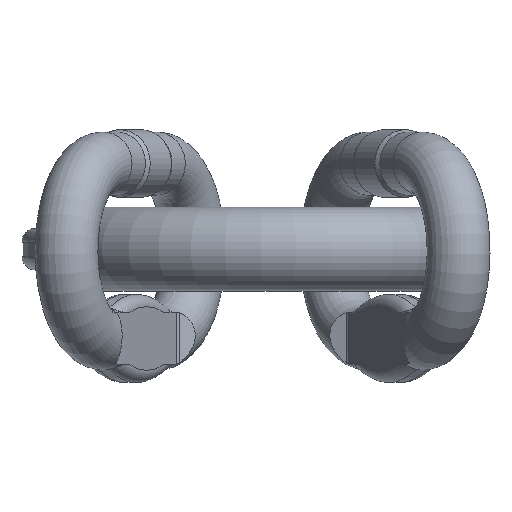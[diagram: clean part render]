
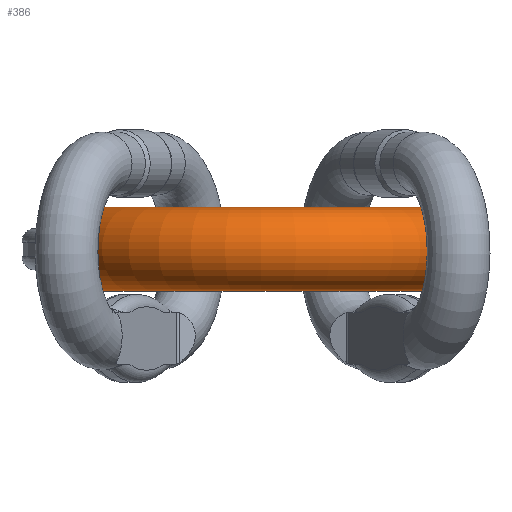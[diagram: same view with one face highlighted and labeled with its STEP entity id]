
A CAD part, front view. The second image highlights one B-rep face of the part: STEP entity #386.
In plain terms, the highlighted toroidal (fillet/blend) face has major radius 130 mm and minor radius 30 mm.
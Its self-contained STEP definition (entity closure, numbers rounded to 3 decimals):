
#386=ADVANCED_FACE('',(#566,#567),#419,.T.);
#419=TOROIDAL_SURFACE('',#1852,130.,30.);
#566=FACE_BOUND('',#666,.T.);
#567=FACE_BOUND('',#667,.T.);
#666=EDGE_LOOP('',(#1110));
#667=EDGE_LOOP('',(#1111));
#1110=ORIENTED_EDGE('',*,*,#1588,.F.);
#1111=ORIENTED_EDGE('',*,*,#1587,.T.);
#1355=VERTEX_POINT('',#3449);
#1356=VERTEX_POINT('',#3452);
#1587=EDGE_CURVE('',#1355,#1355,#1679,.T.);
#1588=EDGE_CURVE('',#1356,#1356,#1680,.T.);
#1679=CIRCLE('',#1843,30.);
#1680=CIRCLE('',#1845,30.);
#1843=AXIS2_PLACEMENT_3D('',#3448,#2220,#2221);
#1845=AXIS2_PLACEMENT_3D('',#3451,#2224,#2225);
#1852=AXIS2_PLACEMENT_3D('',#3462,#2238,#2239);
#2220=DIRECTION('',(0.,-1.,0.));
#2221=DIRECTION('',(1.,0.,0.));
#2224=DIRECTION('',(0.,1.,0.));
#2225=DIRECTION('',(-1.,0.,0.));
#2238=DIRECTION('',(0.,0.,-1.));
#2239=DIRECTION('',(-1.,0.,0.));
#3448=CARTESIAN_POINT('',(-130.,-100.,0.));
#3449=CARTESIAN_POINT('',(-100.,-100.,0.));
#3451=CARTESIAN_POINT('',(130.,-100.,0.));
#3452=CARTESIAN_POINT('',(100.,-100.,0.));
#3462=CARTESIAN_POINT('',(0.,-100.,0.));
